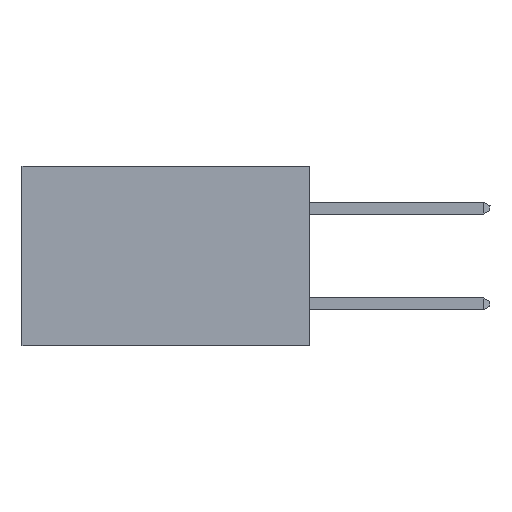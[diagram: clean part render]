
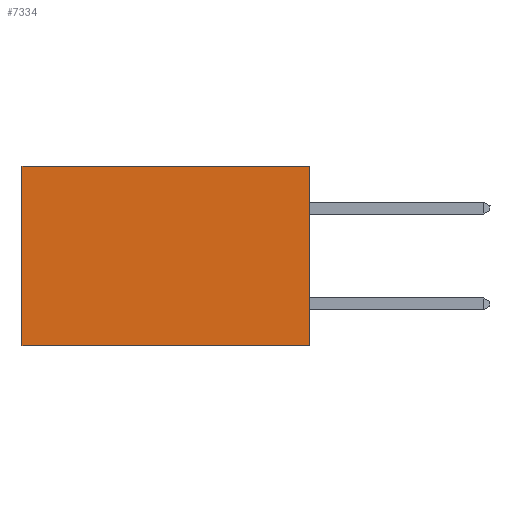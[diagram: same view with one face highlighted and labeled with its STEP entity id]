
A CAD part, left-side view. The second image highlights one B-rep face of the part: STEP entity #7334.
In plain terms, the highlighted planar face has unit normal (-1, 0, 0).
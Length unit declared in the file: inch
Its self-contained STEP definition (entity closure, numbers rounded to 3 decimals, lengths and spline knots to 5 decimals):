
#1273 = CARTESIAN_POINT ( 'NONE',  ( 0.2875, 0.6, 0. ) ) ;
#1555 = ORIENTED_EDGE ( 'NONE', *, *, #9910, .T. ) ;
#1588 = CARTESIAN_POINT ( 'NONE',  ( 0.2875, 0., -0.375 ) ) ;
#1784 = EDGE_CURVE ( 'NONE', #7987, #6257, #11731, .T. ) ;
#1797 = CARTESIAN_POINT ( 'NONE',  ( 0.2875, 0., -0.375 ) ) ;
#1999 = EDGE_LOOP ( 'NONE', ( #8263, #12940, #12778, #1555 ) ) ;
#2413 = DIRECTION ( 'NONE',  ( 0., 0., -1. ) ) ;
#2431 = VECTOR ( 'NONE', #2413, 39.37008 ) ;
#3180 = VECTOR ( 'NONE', #7707, 39.37008 ) ;
#3553 = CARTESIAN_POINT ( 'NONE',  ( 0.2875, 0., 0. ) ) ;
#3978 = CARTESIAN_POINT ( 'NONE',  ( 0.2875, 0., -0.375 ) ) ;
#4349 = DIRECTION ( 'NONE',  ( 0., 0., -1. ) ) ;
#4432 = DIRECTION ( 'NONE',  ( 0., 0., -1. ) ) ;
#5731 = CARTESIAN_POINT ( 'NONE',  ( 0.2875, 0.6, -0.375 ) ) ;
#6257 = VERTEX_POINT ( 'NONE', #3978 ) ;
#6266 = PLANE ( 'NONE',  #10324 ) ;
#6667 = CARTESIAN_POINT ( 'NONE',  ( 0.2875, 0., -0.375 ) ) ;
#7025 = EDGE_CURVE ( 'NONE', #7816, #8667, #7759, .T. ) ;
#7334 = ADVANCED_FACE ( 'NONE', ( #13385 ), #6266, .F. ) ;
#7707 = DIRECTION ( 'NONE',  ( 0., 1., 0. ) ) ;
#7759 = LINE ( 'NONE', #5731, #9223 ) ;
#7816 = VERTEX_POINT ( 'NONE', #1273 ) ;
#7987 = VERTEX_POINT ( 'NONE', #12066 ) ;
#8263 = ORIENTED_EDGE ( 'NONE', *, *, #7025, .T. ) ;
#8667 = VERTEX_POINT ( 'NONE', #9133 ) ;
#9133 = CARTESIAN_POINT ( 'NONE',  ( 0.2875, 0.6, -0.375 ) ) ;
#9223 = VECTOR ( 'NONE', #4432, 39.37008 ) ;
#9910 = EDGE_CURVE ( 'NONE', #7987, #7816, #12869, .T. ) ;
#10324 = AXIS2_PLACEMENT_3D ( 'NONE', #6667, #12773, #4349 ) ;
#10858 = LINE ( 'NONE', #1797, #12093 ) ;
#11128 = DIRECTION ( 'NONE',  ( 0., 1., 0. ) ) ;
#11731 = LINE ( 'NONE', #1588, #2431 ) ;
#12066 = CARTESIAN_POINT ( 'NONE',  ( 0.2875, 0., 0. ) ) ;
#12093 = VECTOR ( 'NONE', #11128, 39.37008 ) ;
#12674 = EDGE_CURVE ( 'NONE', #6257, #8667, #10858, .T. ) ;
#12773 = DIRECTION ( 'NONE',  ( 1., 0., 0. ) ) ;
#12778 = ORIENTED_EDGE ( 'NONE', *, *, #1784, .F. ) ;
#12869 = LINE ( 'NONE', #3553, #3180 ) ;
#12940 = ORIENTED_EDGE ( 'NONE', *, *, #12674, .F. ) ;
#13385 = FACE_OUTER_BOUND ( 'NONE', #1999, .T. ) ;
